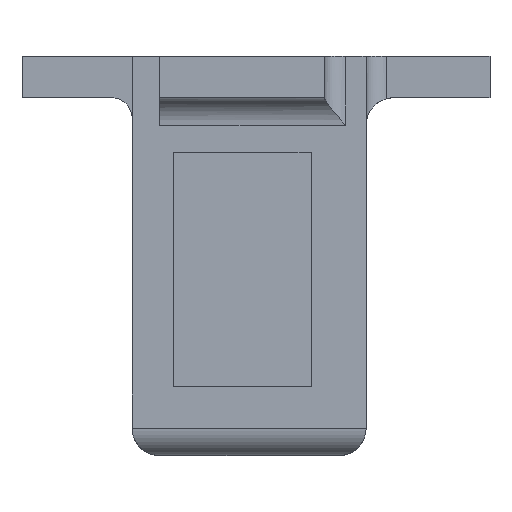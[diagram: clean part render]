
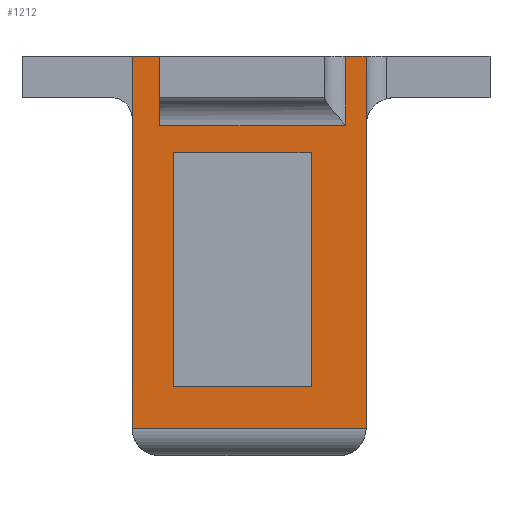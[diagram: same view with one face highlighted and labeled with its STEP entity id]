
A CAD part, left-side view. The second image highlights one B-rep face of the part: STEP entity #1212.
In plain terms, the highlighted planar face has unit normal (-1, 0, 0).
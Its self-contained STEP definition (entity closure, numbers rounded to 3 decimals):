
#22 = VECTOR ( 'NONE', #2086, 1000. ) ;
#48 = VERTEX_POINT ( 'NONE', #590 ) ;
#123 = ORIENTED_EDGE ( 'NONE', *, *, #493, .F. ) ;
#144 = CARTESIAN_POINT ( 'NONE',  ( 0., 12., 29. ) ) ;
#154 = LINE ( 'NONE', #755, #719 ) ;
#184 = CARTESIAN_POINT ( 'NONE',  ( 0., 11., 22. ) ) ;
#189 = ORIENTED_EDGE ( 'NONE', *, *, #1199, .T. ) ;
#239 = LINE ( 'NONE', #1021, #893 ) ;
#251 = FACE_OUTER_BOUND ( 'NONE', #1935, .T. ) ;
#260 = CARTESIAN_POINT ( 'NONE',  ( 0., 14., 2. ) ) ;
#290 = CARTESIAN_POINT ( 'NONE',  ( 0., 11., 22. ) ) ;
#298 = EDGE_CURVE ( 'NONE', #595, #1891, #1711, .T. ) ;
#311 = VERTEX_POINT ( 'NONE', #1687 ) ;
#312 = VECTOR ( 'NONE', #1255, 1000. ) ;
#377 = CARTESIAN_POINT ( 'NONE',  ( 0., 11., 5. ) ) ;
#384 = DIRECTION ( 'NONE',  ( 0., 0., -1. ) ) ;
#385 = VERTEX_POINT ( 'NONE', #909 ) ;
#416 = VERTEX_POINT ( 'NONE', #144 ) ;
#444 = DIRECTION ( 'NONE',  ( 1., 0., 0. ) ) ;
#446 = VERTEX_POINT ( 'NONE', #1895 ) ;
#466 = DIRECTION ( 'NONE',  ( 0., 1., 0. ) ) ;
#493 = EDGE_CURVE ( 'NONE', #48, #650, #966, .T. ) ;
#537 = DIRECTION ( 'NONE',  ( 0., 0., 1. ) ) ;
#551 = ORIENTED_EDGE ( 'NONE', *, *, #1662, .T. ) ;
#559 = DIRECTION ( 'NONE',  ( 0., -1., 0. ) ) ;
#566 = VERTEX_POINT ( 'NONE', #791 ) ;
#590 = CARTESIAN_POINT ( 'NONE',  ( 0., 1., 22. ) ) ;
#595 = VERTEX_POINT ( 'NONE', #260 ) ;
#617 = CARTESIAN_POINT ( 'NONE',  ( 0., 0., 3. ) ) ;
#650 = VERTEX_POINT ( 'NONE', #2168 ) ;
#664 = LINE ( 'NONE', #2402, #312 ) ;
#674 = LINE ( 'NONE', #2373, #1572 ) ;
#719 = VECTOR ( 'NONE', #2085, 1000. ) ;
#738 = EDGE_CURVE ( 'NONE', #2144, #416, #664, .T. ) ;
#755 = CARTESIAN_POINT ( 'NONE',  ( 0., -3., 0. ) ) ;
#759 = VERTEX_POINT ( 'NONE', #1692 ) ;
#791 = CARTESIAN_POINT ( 'NONE',  ( 0., 11., 5. ) ) ;
#812 = ORIENTED_EDGE ( 'NONE', *, *, #2280, .F. ) ;
#825 = DIRECTION ( 'NONE',  ( 0., -1., 0. ) ) ;
#836 = EDGE_LOOP ( 'NONE', ( #1568, #123, #812, #2038 ) ) ;
#859 = LINE ( 'NONE', #1208, #891 ) ;
#884 = CARTESIAN_POINT ( 'NONE',  ( 0., 14., 29. ) ) ;
#891 = VECTOR ( 'NONE', #825, 1000. ) ;
#893 = VECTOR ( 'NONE', #466, 1000. ) ;
#909 = CARTESIAN_POINT ( 'NONE',  ( 0., -3., 29. ) ) ;
#917 = LINE ( 'NONE', #1728, #1977 ) ;
#921 = VECTOR ( 'NONE', #537, 1000. ) ;
#966 = LINE ( 'NONE', #184, #2416 ) ;
#982 = LINE ( 'NONE', #377, #2338 ) ;
#1021 = CARTESIAN_POINT ( 'NONE',  ( 0., 0., 24. ) ) ;
#1027 = ORIENTED_EDGE ( 'NONE', *, *, #1417, .T. ) ;
#1031 = DIRECTION ( 'NONE',  ( 0., 0., -1. ) ) ;
#1045 = ORIENTED_EDGE ( 'NONE', *, *, #298, .F. ) ;
#1056 = ORIENTED_EDGE ( 'NONE', *, *, #1485, .T. ) ;
#1172 = AXIS2_PLACEMENT_3D ( 'NONE', #617, #444, #1031 ) ;
#1199 = EDGE_CURVE ( 'NONE', #311, #2144, #239, .T. ) ;
#1208 = CARTESIAN_POINT ( 'NONE',  ( 0., 12., 29. ) ) ;
#1212 = ADVANCED_FACE ( 'NONE', ( #1786, #251 ), #2358, .F. ) ;
#1229 = CARTESIAN_POINT ( 'NONE',  ( 0., -3., 2. ) ) ;
#1255 = DIRECTION ( 'NONE',  ( 0., 0., 1. ) ) ;
#1316 = CARTESIAN_POINT ( 'NONE',  ( 0., 14., 0. ) ) ;
#1350 = LINE ( 'NONE', #2133, #1702 ) ;
#1417 = EDGE_CURVE ( 'NONE', #595, #2230, #917, .T. ) ;
#1454 = DIRECTION ( 'NONE',  ( 0., -1., 0. ) ) ;
#1460 = EDGE_CURVE ( 'NONE', #566, #446, #982, .T. ) ;
#1485 = EDGE_CURVE ( 'NONE', #2230, #385, #154, .T. ) ;
#1491 = LINE ( 'NONE', #290, #22 ) ;
#1568 = ORIENTED_EDGE ( 'NONE', *, *, #2306, .F. ) ;
#1572 = VECTOR ( 'NONE', #1454, 1000. ) ;
#1603 = EDGE_CURVE ( 'NONE', #759, #385, #674, .T. ) ;
#1662 = EDGE_CURVE ( 'NONE', #759, #311, #1350, .T. ) ;
#1687 = CARTESIAN_POINT ( 'NONE',  ( 0., -1.5, 24. ) ) ;
#1692 = CARTESIAN_POINT ( 'NONE',  ( 0., -1.5, 29. ) ) ;
#1702 = VECTOR ( 'NONE', #384, 1000. ) ;
#1711 = LINE ( 'NONE', #1316, #1940 ) ;
#1728 = CARTESIAN_POINT ( 'NONE',  ( 0., -3., 2. ) ) ;
#1786 = FACE_BOUND ( 'NONE', #836, .T. ) ;
#1802 = EDGE_CURVE ( 'NONE', #1891, #416, #859, .T. ) ;
#1843 = ORIENTED_EDGE ( 'NONE', *, *, #1603, .F. ) ;
#1891 = VERTEX_POINT ( 'NONE', #884 ) ;
#1895 = CARTESIAN_POINT ( 'NONE',  ( 0., 1., 5. ) ) ;
#1935 = EDGE_LOOP ( 'NONE', ( #1045, #1027, #1056, #1843, #551, #189, #2216, #2428 ) ) ;
#1940 = VECTOR ( 'NONE', #2278, 1000. ) ;
#1977 = VECTOR ( 'NONE', #559, 1000. ) ;
#2038 = ORIENTED_EDGE ( 'NONE', *, *, #1460, .F. ) ;
#2085 = DIRECTION ( 'NONE',  ( 0., 0., 1. ) ) ;
#2086 = DIRECTION ( 'NONE',  ( 0., 0., -1. ) ) ;
#2133 = CARTESIAN_POINT ( 'NONE',  ( 0., -1.5, 3. ) ) ;
#2144 = VERTEX_POINT ( 'NONE', #2211 ) ;
#2168 = CARTESIAN_POINT ( 'NONE',  ( 0., 11., 22. ) ) ;
#2211 = CARTESIAN_POINT ( 'NONE',  ( 0., 12., 24. ) ) ;
#2216 = ORIENTED_EDGE ( 'NONE', *, *, #738, .T. ) ;
#2230 = VERTEX_POINT ( 'NONE', #1229 ) ;
#2275 = LINE ( 'NONE', #2405, #921 ) ;
#2278 = DIRECTION ( 'NONE',  ( 0., 0., 1. ) ) ;
#2280 = EDGE_CURVE ( 'NONE', #446, #48, #2275, .T. ) ;
#2306 = EDGE_CURVE ( 'NONE', #650, #566, #1491, .T. ) ;
#2320 = DIRECTION ( 'NONE',  ( 0., -1., 0. ) ) ;
#2338 = VECTOR ( 'NONE', #2320, 1000. ) ;
#2358 = PLANE ( 'NONE',  #1172 ) ;
#2373 = CARTESIAN_POINT ( 'NONE',  ( 0., 12., 29. ) ) ;
#2402 = CARTESIAN_POINT ( 'NONE',  ( 0., 12., 3. ) ) ;
#2405 = CARTESIAN_POINT ( 'NONE',  ( 0., 1., 22. ) ) ;
#2416 = VECTOR ( 'NONE', #2469, 1000. ) ;
#2428 = ORIENTED_EDGE ( 'NONE', *, *, #1802, .F. ) ;
#2469 = DIRECTION ( 'NONE',  ( 0., 1., 0. ) ) ;
